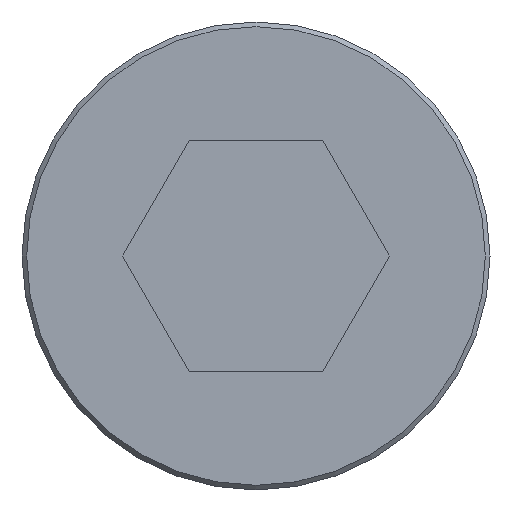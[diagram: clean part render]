
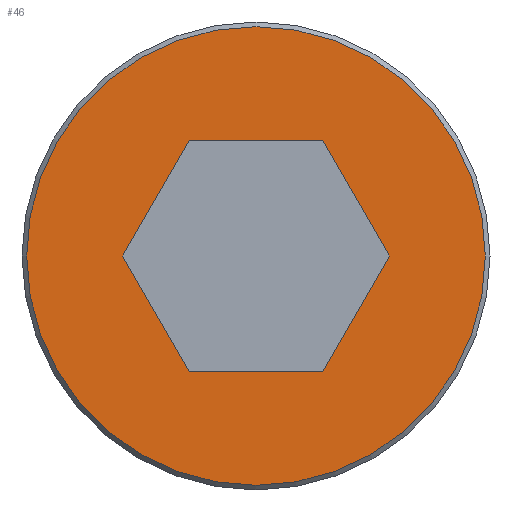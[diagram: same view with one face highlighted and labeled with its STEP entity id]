
A CAD part, left-side view. The second image highlights one B-rep face of the part: STEP entity #46.
In plain terms, the highlighted planar face has unit normal (-1, 0, 0).
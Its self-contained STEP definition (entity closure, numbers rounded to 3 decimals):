
#46 = ADVANCED_FACE( '', ( #94, #95 ), #96, .F. );
#94 = FACE_OUTER_BOUND( '', #141, .T. );
#95 = FACE_BOUND( '', #142, .T. );
#96 = PLANE( '', #143 );
#141 = EDGE_LOOP( '', ( #201 ) );
#142 = EDGE_LOOP( '', ( #202, #203, #204, #205, #206, #207 ) );
#143 = AXIS2_PLACEMENT_3D( '', #208, #209, #210 );
#201 = ORIENTED_EDGE( '', *, *, #258, .F. );
#202 = ORIENTED_EDGE( '', *, *, #260, .T. );
#203 = ORIENTED_EDGE( '', *, *, #277, .T. );
#204 = ORIENTED_EDGE( '', *, *, #265, .T. );
#205 = ORIENTED_EDGE( '', *, *, #278, .T. );
#206 = ORIENTED_EDGE( '', *, *, #270, .T. );
#207 = ORIENTED_EDGE( '', *, *, #279, .T. );
#208 = CARTESIAN_POINT( '', ( 0., 0., 0. ) );
#209 = DIRECTION( '', ( 1., 0., 0. ) );
#210 = DIRECTION( '', ( 0., 0., -1. ) );
#258 = EDGE_CURVE( '', #293, #293, #294, .T. );
#260 = EDGE_CURVE( '', #296, #297, #298, .T. );
#265 = EDGE_CURVE( '', #305, #306, #307, .T. );
#270 = EDGE_CURVE( '', #314, #315, #316, .T. );
#277 = EDGE_CURVE( '', #297, #305, #326, .T. );
#278 = EDGE_CURVE( '', #306, #314, #327, .T. );
#279 = EDGE_CURVE( '', #315, #296, #328, .T. );
#293 = VERTEX_POINT( '', #343 );
#294 = CIRCLE( '', #344, 23.814 );
#296 = VERTEX_POINT( '', #346 );
#297 = VERTEX_POINT( '', #347 );
#298 = LINE( '', #348, #349 );
#305 = VERTEX_POINT( '', #359 );
#306 = VERTEX_POINT( '', #360 );
#307 = LINE( '', #361, #362 );
#314 = VERTEX_POINT( '', #372 );
#315 = VERTEX_POINT( '', #373 );
#316 = LINE( '', #374, #375 );
#326 = LINE( '', #388, #389 );
#327 = LINE( '', #390, #391 );
#328 = LINE( '', #392, #393 );
#343 = CARTESIAN_POINT( '', ( 0., 0., -23.814 ) );
#344 = AXIS2_PLACEMENT_3D( '', #411, #412, #413 );
#346 = CARTESIAN_POINT( '', ( 0., 6.928, 12. ) );
#347 = CARTESIAN_POINT( '', ( 0., -6.928, 12. ) );
#348 = CARTESIAN_POINT( '', ( 0., 6.928, 12. ) );
#349 = VECTOR( '', #414, 1000. );
#359 = CARTESIAN_POINT( '', ( 0., -13.856, 0. ) );
#360 = CARTESIAN_POINT( '', ( 0., -6.928, -12. ) );
#361 = CARTESIAN_POINT( '', ( 0., -13.856, 0. ) );
#362 = VECTOR( '', #418, 1000. );
#372 = CARTESIAN_POINT( '', ( 0., 6.928, -12. ) );
#373 = CARTESIAN_POINT( '', ( 0., 13.856, 0. ) );
#374 = CARTESIAN_POINT( '', ( 0., 6.928, -12. ) );
#375 = VECTOR( '', #422, 1000. );
#388 = CARTESIAN_POINT( '', ( 0., -6.928, 12. ) );
#389 = VECTOR( '', #429, 1000. );
#390 = CARTESIAN_POINT( '', ( 0., -6.928, -12. ) );
#391 = VECTOR( '', #430, 1000. );
#392 = CARTESIAN_POINT( '', ( 0., 13.856, 0. ) );
#393 = VECTOR( '', #431, 1000. );
#411 = CARTESIAN_POINT( '', ( 0., 0., 0. ) );
#412 = DIRECTION( '', ( 1., 0., 0. ) );
#413 = DIRECTION( '', ( 0., 0., -1. ) );
#414 = DIRECTION( '', ( 0., -1., 0. ) );
#418 = DIRECTION( '', ( 0., 0.5, -0.866 ) );
#422 = DIRECTION( '', ( 0., 0.5, 0.866 ) );
#429 = DIRECTION( '', ( 0., -0.5, -0.866 ) );
#430 = DIRECTION( '', ( 0., 1., 0. ) );
#431 = DIRECTION( '', ( 0., -0.5, 0.866 ) );
